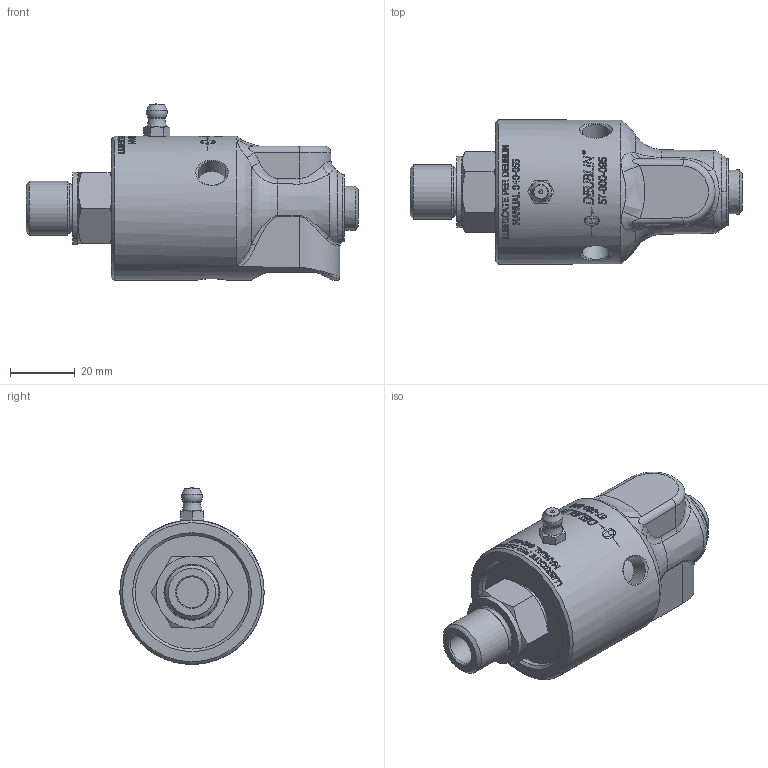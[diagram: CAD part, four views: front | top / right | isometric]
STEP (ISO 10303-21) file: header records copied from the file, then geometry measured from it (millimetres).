
FILE_DESCRIPTION(/* description */ (''),/* implementation_level */ '2;1');
FILE_NAME(/* name */ '57-000-095-ICe.stp',/* time_stamp */ '2022-01-10T13:49:18-06:00',/* author */ ('dyurkovich'),/* organization */ (''),/* preprocessor_version */ 'ST-DEVELOPER v18.1',/* originating_system */ 'Autodesk Inventor 2022',/* authorisation */ '');
FILE_SCHEMA (('AUTOMOTIVE_DESIGN { 1 0 10303 214 3 1 1 }'));
Length unit declared in the file: millimetre
Products named in the file (1): 57-000-095-IC
Bounding box: 102.41 x 44.5 x 54.5 mm (x, y, z)
Volume: 92143.3 mm3; surface area: 16741.6 mm2
Topology: 3 solids, 3 shells, 866 faces, 2279 edges, 1508 vertices
Faces by surface type: plane 394, bspline 333, cylinder 109, cone 19, torus 9, sphere 2
Full cylindrical faces by diameter (mm): 5.359 x1, 8.6 x3, 9.5 x1, 14.501 x1, 16.662 x1, 17.3 x1, 19.15 x1, 22.2 x1, 35.05 x1, 44.5 x1
Entity records: 37717 total; most frequent: CARTESIAN_POINT 17865, ORIENTED_EDGE 4556, DIRECTION 3216, EDGE_CURVE 2278, VERTEX_POINT 1508, AXIS2_PLACEMENT_3D 1112, LINE 992, VECTOR 992
